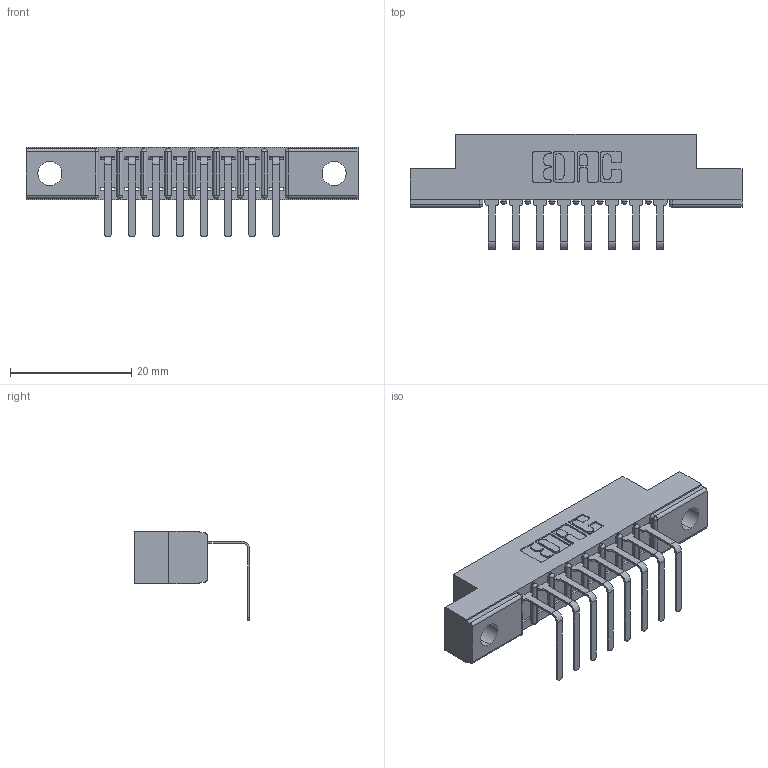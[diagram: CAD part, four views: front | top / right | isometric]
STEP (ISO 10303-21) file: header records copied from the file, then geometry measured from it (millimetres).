
FILE_DESCRIPTION (( 'STEP AP203' ), '1' );
FILE_NAME ('307-008-558-104.STEP', '2019-09-04T11:59:50', ( '' ), ( '' ), 'SwSTEP 2.0', 'SolidWorks 2016', '' );
FILE_SCHEMA (( 'CONFIG_CONTROL_DESIGN' ));
Length unit declared in the file: inch
Products named in the file (3): 307-290-001_558 - 2 (Single); 307 Part_.156 Dia Mounting Holes; 307-008-558-104
Assembly tree (9 placements, depth 2):
  307-008-558-104
    307 Part_.156 Dia Mounting Holes
    307-290-001_558 - 2 (Single)  x8
Bounding box: 54.71 x 18.96 x 14.81 mm (x, y, z)
Volume: 3419.5 mm3; surface area: 4865.5 mm2
Topology: 9 solids, 9 shells, 621 faces, 1751 edges, 1130 vertices
Faces by surface type: plane 396, cylinder 207, sphere 18
Entity records: 11572 total; most frequent: CARTESIAN_POINT 1942, ORIENTED_EDGE 1926, DIRECTION 1901, EDGE_CURVE 963, LINE 731, VECTOR 731, VERTEX_POINT 626, AXIS2_PLACEMENT_3D 585
